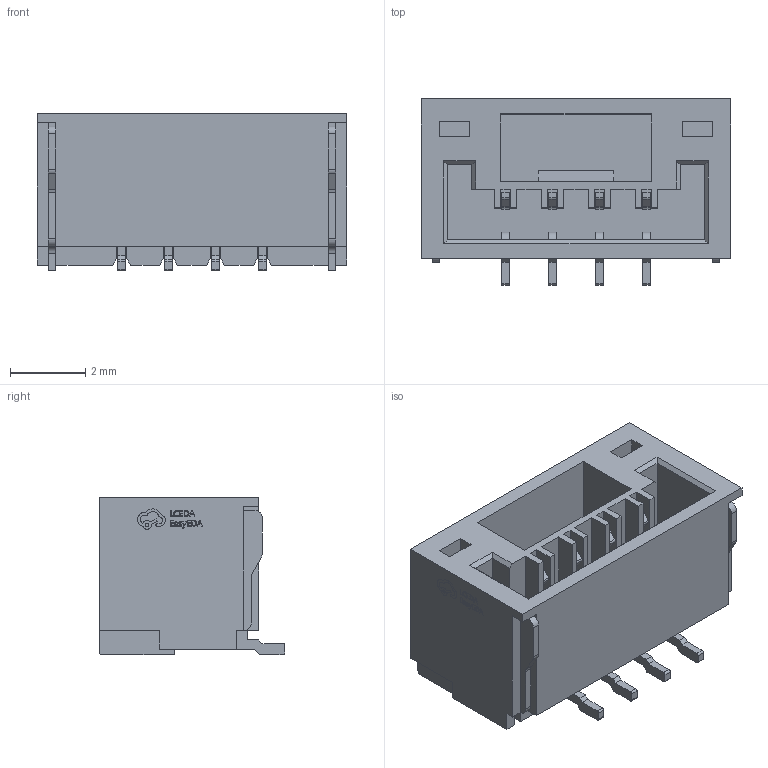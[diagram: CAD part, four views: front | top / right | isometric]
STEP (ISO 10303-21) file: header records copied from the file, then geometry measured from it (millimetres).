
FILE_DESCRIPTION (( 'STEP AP214' ), '1' );
FILE_NAME ('CONN-TH_4P-P1.25_XUNPU_WAFER-GH1.25-4PLB.step', '2022-07-29T17:06:08', ( '' ), ( '' ), 'SwSTEP 2.0', 'SolidWorks 2020', '' );
FILE_SCHEMA (( 'AUTOMOTIVE_DESIGN' ));
Length unit declared in the file: millimetre
Products named in the file (1): CONN-TH_4P-P1.25_XUNPU_WAFER-GH1.25-4PLB
Bounding box: 8.25 x 4.95 x 4.2 mm (x, y, z)
Volume: 76.4 mm3; surface area: 463.8 mm2
Topology: 16 solids, 16 shells, 588 faces, 1625 edges, 1076 vertices
Faces by surface type: plane 422, bspline 112, cylinder 54
Entity records: 26332 total; most frequent: CARTESIAN_POINT 5374, ORIENTED_EDGE 3250, DIRECTION 2459, EDGE_CURVE 1625, VECTOR 1289, LINE 1289, VERTEX_POINT 1076, EDGE_LOOP 619
